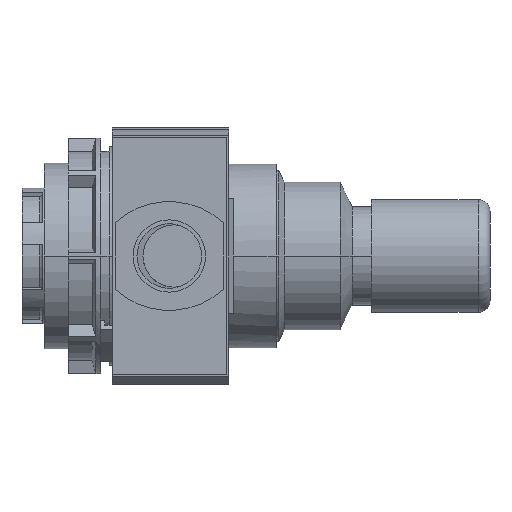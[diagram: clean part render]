
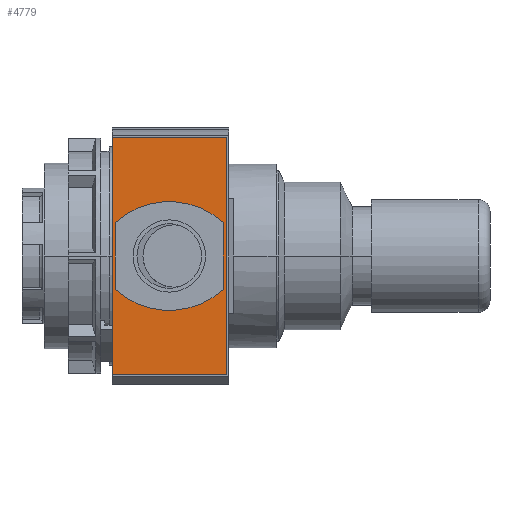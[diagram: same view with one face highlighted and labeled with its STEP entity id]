
A CAD part, left-side view. The second image highlights one B-rep face of the part: STEP entity #4779.
In plain terms, the highlighted face is planar.
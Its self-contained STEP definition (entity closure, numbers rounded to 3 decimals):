
#86 = CARTESIAN_POINT ( 'NONE',  ( 50., -8.75, -24. ) ) ;
#103 = VECTOR ( 'NONE', #1489, 1000. ) ;
#119 = CARTESIAN_POINT ( 'NONE',  ( 50., -8.75, 24. ) ) ;
#219 = VECTOR ( 'NONE', #11273, 1000. ) ;
#258 = CARTESIAN_POINT ( 'NONE',  ( 0., -8.75, -22.8 ) ) ;
#676 = VERTEX_POINT ( 'NONE', #7537 ) ;
#707 = CARTESIAN_POINT ( 'NONE',  ( 50., -8.75, -24. ) ) ;
#813 = EDGE_CURVE ( 'NONE', #7359, #2956, #1344, .T. ) ;
#840 = LINE ( 'NONE', #4400, #11300 ) ;
#1182 = CARTESIAN_POINT ( 'NONE',  ( 10.7, -8.75, 0. ) ) ;
#1184 = DIRECTION ( 'NONE',  ( 1., 0., 0. ) ) ;
#1281 = EDGE_CURVE ( 'NONE', #9728, #5234, #8659, .T. ) ;
#1344 = LINE ( 'NONE', #7559, #6240 ) ;
#1424 = VERTEX_POINT ( 'NONE', #86 ) ;
#1489 = DIRECTION ( 'NONE',  ( 1., 0., 0. ) ) ;
#1579 = CIRCLE ( 'NONE', #8114, 33.6 ) ;
#1858 = EDGE_CURVE ( 'NONE', #9559, #7359, #1579, .T. ) ;
#2139 = CARTESIAN_POINT ( 'NONE',  ( -50., -8.75, 24. ) ) ;
#2733 = VECTOR ( 'NONE', #6583, 1000. ) ;
#2956 = VERTEX_POINT ( 'NONE', #9226 ) ;
#3402 = LINE ( 'NONE', #707, #219 ) ;
#3741 = ORIENTED_EDGE ( 'NONE', *, *, #9800, .F. ) ;
#3801 = PLANE ( 'NONE',  #6016 ) ;
#3857 = ORIENTED_EDGE ( 'NONE', *, *, #11430, .F. ) ;
#3950 = VERTEX_POINT ( 'NONE', #7815 ) ;
#4307 = LINE ( 'NONE', #258, #9941 ) ;
#4364 = CARTESIAN_POINT ( 'NONE',  ( 0., -8.75, 0. ) ) ;
#4400 = CARTESIAN_POINT ( 'NONE',  ( -50., -8.75, 24. ) ) ;
#4666 = FACE_OUTER_BOUND ( 'NONE', #7307, .T. ) ;
#4685 = DIRECTION ( 'NONE',  ( 0., -1., 0. ) ) ;
#4707 = AXIS2_PLACEMENT_3D ( 'NONE', #1182, #11121, #10956 ) ;
#4779 = ADVANCED_FACE ( 'NONE', ( #10018, #4666 ), #3801, .F. ) ;
#4902 = ORIENTED_EDGE ( 'NONE', *, *, #1858, .F. ) ;
#5234 = VERTEX_POINT ( 'NONE', #119 ) ;
#5344 = DIRECTION ( 'NONE',  ( 0., 0., -1. ) ) ;
#5790 = DIRECTION ( 'NONE',  ( -1., 0., 0. ) ) ;
#6016 = AXIS2_PLACEMENT_3D ( 'NONE', #4364, #9702, #10806 ) ;
#6240 = VECTOR ( 'NONE', #5790, 1000. ) ;
#6458 = ORIENTED_EDGE ( 'NONE', *, *, #813, .F. ) ;
#6583 = DIRECTION ( 'NONE',  ( -1., 0., 0. ) ) ;
#6758 = CARTESIAN_POINT ( 'NONE',  ( 13.98, -8.75, -22.8 ) ) ;
#6886 = EDGE_CURVE ( 'NONE', #2956, #676, #7694, .T. ) ;
#7198 = CARTESIAN_POINT ( 'NONE',  ( 13.98, -8.75, 22.8 ) ) ;
#7307 = EDGE_LOOP ( 'NONE', ( #8702, #3857, #3741, #7350 ) ) ;
#7350 = ORIENTED_EDGE ( 'NONE', *, *, #8099, .F. ) ;
#7354 = LINE ( 'NONE', #10914, #2733 ) ;
#7359 = VERTEX_POINT ( 'NONE', #7198 ) ;
#7537 = CARTESIAN_POINT ( 'NONE',  ( -13.98, -8.75, -22.8 ) ) ;
#7559 = CARTESIAN_POINT ( 'NONE',  ( 0., -8.75, 22.8 ) ) ;
#7694 = CIRCLE ( 'NONE', #4707, 33.6 ) ;
#7703 = EDGE_CURVE ( 'NONE', #676, #9559, #4307, .T. ) ;
#7815 = CARTESIAN_POINT ( 'NONE',  ( -50., -8.75, -24. ) ) ;
#8099 = EDGE_CURVE ( 'NONE', #5234, #1424, #3402, .T. ) ;
#8114 = AXIS2_PLACEMENT_3D ( 'NONE', #8905, #4685, #5344 ) ;
#8293 = ORIENTED_EDGE ( 'NONE', *, *, #7703, .F. ) ;
#8659 = LINE ( 'NONE', #9682, #103 ) ;
#8702 = ORIENTED_EDGE ( 'NONE', *, *, #1281, .F. ) ;
#8723 = DIRECTION ( 'NONE',  ( 0., 0., 1. ) ) ;
#8905 = CARTESIAN_POINT ( 'NONE',  ( -10.7, -8.75, 0. ) ) ;
#9226 = CARTESIAN_POINT ( 'NONE',  ( -13.98, -8.75, 22.8 ) ) ;
#9304 = EDGE_LOOP ( 'NONE', ( #8293, #10537, #6458, #4902 ) ) ;
#9559 = VERTEX_POINT ( 'NONE', #6758 ) ;
#9682 = CARTESIAN_POINT ( 'NONE',  ( 50., -8.75, 24. ) ) ;
#9702 = DIRECTION ( 'NONE',  ( 0., 1., 0. ) ) ;
#9728 = VERTEX_POINT ( 'NONE', #2139 ) ;
#9800 = EDGE_CURVE ( 'NONE', #1424, #3950, #7354, .T. ) ;
#9941 = VECTOR ( 'NONE', #1184, 1000. ) ;
#10018 = FACE_BOUND ( 'NONE', #9304, .T. ) ;
#10537 = ORIENTED_EDGE ( 'NONE', *, *, #6886, .F. ) ;
#10806 = DIRECTION ( 'NONE',  ( 0., 0., 1. ) ) ;
#10914 = CARTESIAN_POINT ( 'NONE',  ( -50., -8.75, -24. ) ) ;
#10956 = DIRECTION ( 'NONE',  ( 0., 0., -1. ) ) ;
#11121 = DIRECTION ( 'NONE',  ( 0., -1., 0. ) ) ;
#11273 = DIRECTION ( 'NONE',  ( 0., 0., -1. ) ) ;
#11300 = VECTOR ( 'NONE', #8723, 1000. ) ;
#11430 = EDGE_CURVE ( 'NONE', #3950, #9728, #840, .T. ) ;
